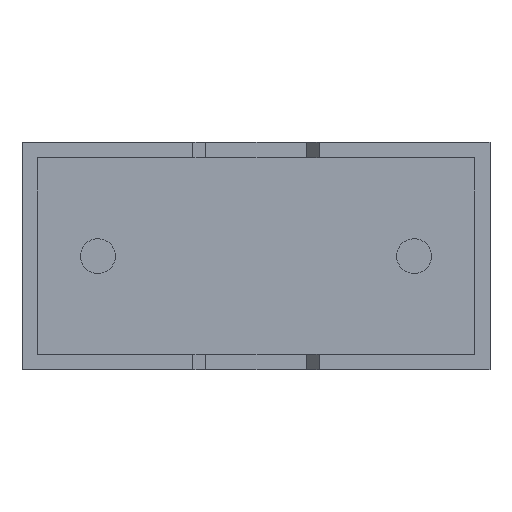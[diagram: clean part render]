
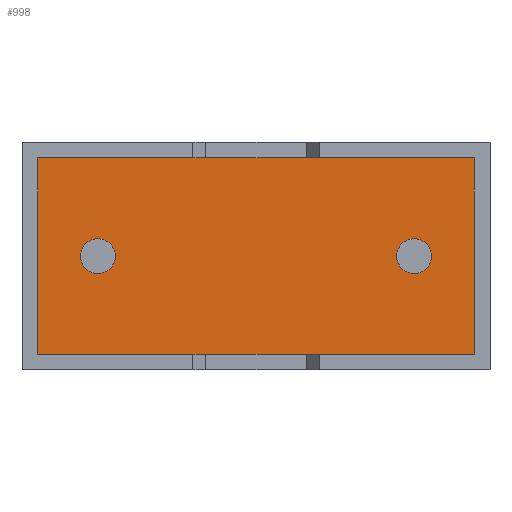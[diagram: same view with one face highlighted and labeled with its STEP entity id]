
A CAD part, front view. The second image highlights one B-rep face of the part: STEP entity #998.
In plain terms, the highlighted planar face has unit normal (0, -1, 0).
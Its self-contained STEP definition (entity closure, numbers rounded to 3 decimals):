
#15 = LINE ( 'NONE', #2342, #1489 ) ;
#67 = ORIENTED_EDGE ( 'NONE', *, *, #2045, .F. ) ;
#103 = FACE_OUTER_BOUND ( 'NONE', #1431, .T. ) ;
#128 = CARTESIAN_POINT ( 'NONE',  ( 1.2, 0.75, 1.8 ) ) ;
#177 = CARTESIAN_POINT ( 'NONE',  ( 6.2, 0.75, 1.525 ) ) ;
#276 = EDGE_CURVE ( 'NONE', #630, #2202, #1317, .T. ) ;
#322 = AXIS2_PLACEMENT_3D ( 'NONE', #1715, #2812, #2884 ) ;
#452 = DIRECTION ( 'NONE',  ( 0., 0., -1. ) ) ;
#455 = DIRECTION ( 'NONE',  ( 0., -1., 0. ) ) ;
#462 = EDGE_CURVE ( 'NONE', #2464, #1217, #1139, .T. ) ;
#471 = EDGE_CURVE ( 'NONE', #1217, #1990, #1612, .T. ) ;
#592 = EDGE_LOOP ( 'NONE', ( #67, #983 ) ) ;
#630 = VERTEX_POINT ( 'NONE', #817 ) ;
#662 = DIRECTION ( 'NONE',  ( 1., 0., 0. ) ) ;
#723 = CARTESIAN_POINT ( 'NONE',  ( 0.247, 0.75, 3.353 ) ) ;
#750 = CARTESIAN_POINT ( 'NONE',  ( 0.247, 0.75, 0.247 ) ) ;
#790 = FACE_BOUND ( 'NONE', #2472, .T. ) ;
#811 = DIRECTION ( 'NONE',  ( 0., 0., -1. ) ) ;
#817 = CARTESIAN_POINT ( 'NONE',  ( 6.2, 0.75, 2.075 ) ) ;
#863 = CARTESIAN_POINT ( 'NONE',  ( 0.247, 0.75, 3.353 ) ) ;
#944 = EDGE_CURVE ( 'NONE', #1990, #2483, #2898, .T. ) ;
#983 = ORIENTED_EDGE ( 'NONE', *, *, #1886, .F. ) ;
#998 = ADVANCED_FACE ( 'NONE', ( #790, #103, #1978 ), #2352, .T. ) ;
#1001 = ORIENTED_EDGE ( 'NONE', *, *, #2445, .T. ) ;
#1020 = CARTESIAN_POINT ( 'NONE',  ( 7.153, 0.75, 3.353 ) ) ;
#1139 = LINE ( 'NONE', #1020, #2161 ) ;
#1209 = DIRECTION ( 'NONE',  ( 0., 0., 1. ) ) ;
#1217 = VERTEX_POINT ( 'NONE', #863 ) ;
#1280 = ORIENTED_EDGE ( 'NONE', *, *, #471, .T. ) ;
#1300 = CARTESIAN_POINT ( 'NONE',  ( 1.2, 0.75, 1.525 ) ) ;
#1309 = DIRECTION ( 'NONE',  ( 0., -1., 0. ) ) ;
#1317 = CIRCLE ( 'NONE', #2227, 0.275 ) ;
#1396 = CARTESIAN_POINT ( 'NONE',  ( 6.2, 0.75, 1.8 ) ) ;
#1431 = EDGE_LOOP ( 'NONE', ( #1280, #2188, #1001, #2167 ) ) ;
#1480 = DIRECTION ( 'NONE',  ( -1., 0., 0. ) ) ;
#1489 = VECTOR ( 'NONE', #1209, 1000. ) ;
#1566 = CARTESIAN_POINT ( 'NONE',  ( 1.2, 0.75, 2.075 ) ) ;
#1612 = LINE ( 'NONE', #723, #2942 ) ;
#1622 = CIRCLE ( 'NONE', #2741, 0.275 ) ;
#1625 = CIRCLE ( 'NONE', #2573, 0.275 ) ;
#1639 = CARTESIAN_POINT ( 'NONE',  ( 7.153, 0.75, 3.353 ) ) ;
#1669 = CARTESIAN_POINT ( 'NONE',  ( 7.153, 0.75, 0.247 ) ) ;
#1700 = VERTEX_POINT ( 'NONE', #1300 ) ;
#1715 = CARTESIAN_POINT ( 'NONE',  ( 0., 0.75, 0. ) ) ;
#1735 = VERTEX_POINT ( 'NONE', #1566 ) ;
#1886 = EDGE_CURVE ( 'NONE', #1700, #1735, #1625, .T. ) ;
#1978 = FACE_BOUND ( 'NONE', #592, .T. ) ;
#1990 = VERTEX_POINT ( 'NONE', #750 ) ;
#1995 = DIRECTION ( 'NONE',  ( 0., -1., 0. ) ) ;
#2032 = CARTESIAN_POINT ( 'NONE',  ( 6.2, 0.75, 1.8 ) ) ;
#2045 = EDGE_CURVE ( 'NONE', #1735, #1700, #1622, .T. ) ;
#2101 = DIRECTION ( 'NONE',  ( 0., 0., -1. ) ) ;
#2154 = EDGE_CURVE ( 'NONE', #2202, #630, #2689, .T. ) ;
#2161 = VECTOR ( 'NONE', #1480, 1000. ) ;
#2167 = ORIENTED_EDGE ( 'NONE', *, *, #462, .T. ) ;
#2188 = ORIENTED_EDGE ( 'NONE', *, *, #944, .T. ) ;
#2202 = VERTEX_POINT ( 'NONE', #177 ) ;
#2227 = AXIS2_PLACEMENT_3D ( 'NONE', #1396, #2817, #452 ) ;
#2266 = DIRECTION ( 'NONE',  ( 0., 0., -1. ) ) ;
#2267 = VECTOR ( 'NONE', #662, 1000. ) ;
#2304 = ORIENTED_EDGE ( 'NONE', *, *, #276, .F. ) ;
#2342 = CARTESIAN_POINT ( 'NONE',  ( 7.153, 0.75, 0.247 ) ) ;
#2352 = PLANE ( 'NONE',  #322 ) ;
#2445 = EDGE_CURVE ( 'NONE', #2483, #2464, #15, .T. ) ;
#2464 = VERTEX_POINT ( 'NONE', #1639 ) ;
#2472 = EDGE_LOOP ( 'NONE', ( #2304, #3017 ) ) ;
#2483 = VERTEX_POINT ( 'NONE', #1669 ) ;
#2573 = AXIS2_PLACEMENT_3D ( 'NONE', #2801, #455, #2101 ) ;
#2689 = CIRCLE ( 'NONE', #3010, 0.275 ) ;
#2741 = AXIS2_PLACEMENT_3D ( 'NONE', #128, #1995, #811 ) ;
#2791 = CARTESIAN_POINT ( 'NONE',  ( 0.247, 0.75, 0.247 ) ) ;
#2801 = CARTESIAN_POINT ( 'NONE',  ( 1.2, 0.75, 1.8 ) ) ;
#2812 = DIRECTION ( 'NONE',  ( 0., -1., 0. ) ) ;
#2817 = DIRECTION ( 'NONE',  ( 0., -1., 0. ) ) ;
#2850 = DIRECTION ( 'NONE',  ( 0., 0., -1. ) ) ;
#2884 = DIRECTION ( 'NONE',  ( 0., 0., -1. ) ) ;
#2898 = LINE ( 'NONE', #2791, #2267 ) ;
#2942 = VECTOR ( 'NONE', #2850, 1000. ) ;
#3010 = AXIS2_PLACEMENT_3D ( 'NONE', #2032, #1309, #2266 ) ;
#3017 = ORIENTED_EDGE ( 'NONE', *, *, #2154, .F. ) ;
